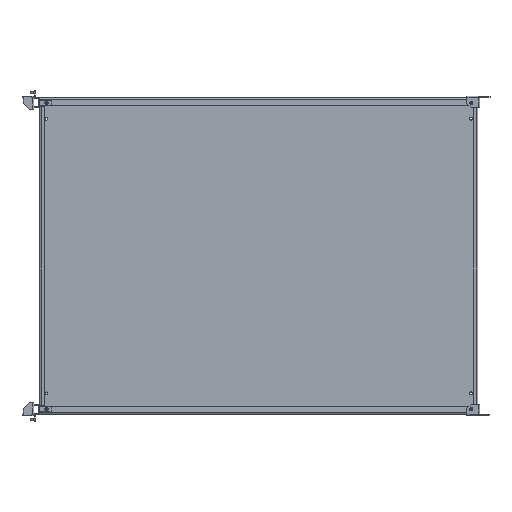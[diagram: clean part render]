
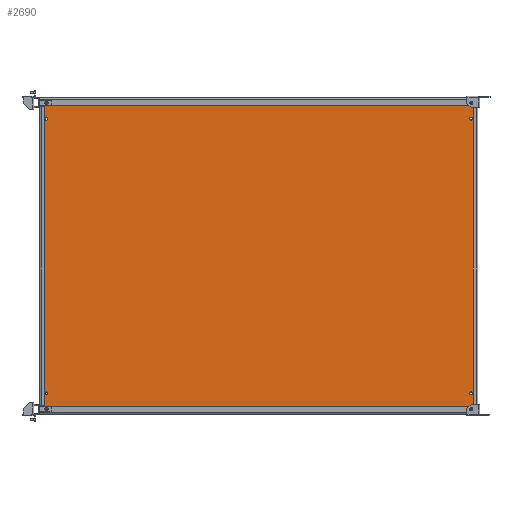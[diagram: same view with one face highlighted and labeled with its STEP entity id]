
A CAD part, top view. The second image highlights one B-rep face of the part: STEP entity #2690.
In plain terms, the highlighted planar face has unit normal (0, 0, 1).
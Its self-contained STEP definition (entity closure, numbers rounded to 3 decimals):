
#1902=FACE_BOUND('',#3694,.T.);
#1903=FACE_BOUND('',#3695,.T.);
#1904=FACE_BOUND('',#3696,.T.);
#1905=FACE_BOUND('',#3697,.T.);
#1906=FACE_BOUND('',#3698,.T.);
#1907=FACE_BOUND('',#3699,.T.);
#1908=FACE_BOUND('',#3700,.T.);
#1909=FACE_BOUND('',#3701,.T.);
#1910=FACE_BOUND('',#3702,.T.);
#2038=B_SPLINE_CURVE_WITH_KNOTS('',1,(#13568,#13569),.UNSPECIFIED.,.F.,
 .F.,(2,2),(0.,1.),.UNSPECIFIED.);
#2339=PLANE('',#10565);
#2690=ADVANCED_FACE('F2',(#1902,#1903,#1904,#1905,#1906,#1907,#1908,#1909,
#1910),#2339,.F.);
#3694=EDGE_LOOP('',(#4663,#4664,#4665,#4666,#4667,#4668,#4669,#4670,#4671,
#4672,#4673,#4674));
#3695=EDGE_LOOP('',(#4675));
#3696=EDGE_LOOP('',(#4676));
#3697=EDGE_LOOP('',(#4677));
#3698=EDGE_LOOP('',(#4678));
#3699=EDGE_LOOP('',(#4679));
#3700=EDGE_LOOP('',(#4680));
#3701=EDGE_LOOP('',(#4681));
#3702=EDGE_LOOP('',(#4682));
#4184=CIRCLE('',#10462,5.);
#4186=CIRCLE('',#10465,5.);
#4188=CIRCLE('',#10468,5.);
#4190=CIRCLE('',#10471,5.);
#4192=CIRCLE('',#10474,9.5);
#4194=CIRCLE('',#10477,9.5);
#4196=CIRCLE('',#10480,9.5);
#4198=CIRCLE('',#10483,9.5);
#4663=ORIENTED_EDGE('',*,*,#7912,.F.);
#4664=ORIENTED_EDGE('',*,*,#7916,.F.);
#4665=ORIENTED_EDGE('',*,*,#7870,.F.);
#4666=ORIENTED_EDGE('',*,*,#7917,.F.);
#4667=ORIENTED_EDGE('',*,*,#7810,.F.);
#4668=ORIENTED_EDGE('',*,*,#7790,.F.);
#4669=ORIENTED_EDGE('',*,*,#7918,.F.);
#4670=ORIENTED_EDGE('',*,*,#7919,.F.);
#4671=ORIENTED_EDGE('',*,*,#7768,.F.);
#4672=ORIENTED_EDGE('',*,*,#7920,.F.);
#4673=ORIENTED_EDGE('',*,*,#7897,.F.);
#4674=ORIENTED_EDGE('',*,*,#7915,.F.);
#4675=ORIENTED_EDGE('',*,*,#7767,.F.);
#4676=ORIENTED_EDGE('',*,*,#7764,.F.);
#4677=ORIENTED_EDGE('',*,*,#7761,.F.);
#4678=ORIENTED_EDGE('',*,*,#7758,.F.);
#4679=ORIENTED_EDGE('',*,*,#7755,.F.);
#4680=ORIENTED_EDGE('',*,*,#7752,.F.);
#4681=ORIENTED_EDGE('',*,*,#7749,.F.);
#4682=ORIENTED_EDGE('',*,*,#7746,.F.);
#6906=VERTEX_POINT('',#13153);
#6908=VERTEX_POINT('',#13159);
#6910=VERTEX_POINT('',#13165);
#6912=VERTEX_POINT('',#13171);
#6914=VERTEX_POINT('',#13177);
#6916=VERTEX_POINT('',#13183);
#6918=VERTEX_POINT('',#13189);
#6920=VERTEX_POINT('',#13195);
#6922=VERTEX_POINT('',#13201);
#6923=VERTEX_POINT('',#13202);
#6940=VERTEX_POINT('',#13263);
#6941=VERTEX_POINT('',#13264);
#6953=VERTEX_POINT('',#13309);
#6994=VERTEX_POINT('',#13430);
#6995=VERTEX_POINT('',#13431);
#7014=VERTEX_POINT('',#13508);
#7015=VERTEX_POINT('',#13510);
#7022=VERTEX_POINT('',#13546);
#7024=VERTEX_POINT('',#13549);
#7025=VERTEX_POINT('',#13581);
#7746=EDGE_CURVE('E1',#6906,#6906,#4184,.T.);
#7749=EDGE_CURVE('E2',#6908,#6908,#4186,.T.);
#7752=EDGE_CURVE('E3',#6910,#6910,#4188,.T.);
#7755=EDGE_CURVE('E4',#6912,#6912,#4190,.T.);
#7758=EDGE_CURVE('E5',#6914,#6914,#4192,.T.);
#7761=EDGE_CURVE('E6',#6916,#6916,#4194,.T.);
#7764=EDGE_CURVE('E7',#6918,#6918,#4196,.T.);
#7767=EDGE_CURVE('E8',#6920,#6920,#4198,.T.);
#7768=EDGE_CURVE('E18',#6922,#6923,#9014,.T.);
#7790=EDGE_CURVE('E15',#6940,#6941,#9029,.T.);
#7810=EDGE_CURVE('E14',#6941,#6953,#9041,.T.);
#7870=EDGE_CURVE('E12',#6994,#6995,#9081,.T.);
#7897=EDGE_CURVE('E20',#7014,#7015,#9094,.T.);
#7912=EDGE_CURVE('E10',#7022,#7024,#9103,.T.);
#7915=EDGE_CURVE('E9',#7024,#7014,#2038,.T.);
#7916=EDGE_CURVE('E11',#6995,#7022,#9104,.T.);
#7917=EDGE_CURVE('E13',#6953,#6994,#9105,.T.);
#7918=EDGE_CURVE('E16',#7025,#6940,#9106,.T.);
#7919=EDGE_CURVE('E17',#6923,#7025,#9107,.T.);
#7920=EDGE_CURVE('E19',#7015,#6922,#9108,.T.);
#9014=LINE('',#13200,#9737);
#9029=LINE('',#13262,#9752);
#9041=LINE('',#13308,#9764);
#9081=LINE('',#13429,#9804);
#9094=LINE('',#13509,#9817);
#9103=LINE('',#13548,#9826);
#9104=LINE('',#13578,#9827);
#9105=LINE('',#13579,#9828);
#9106=LINE('',#13580,#9829);
#9107=LINE('',#13582,#9830);
#9108=LINE('',#13583,#9831);
#9737=VECTOR('',#11193,1.);
#9752=VECTOR('',#11226,1.);
#9764=VECTOR('',#11260,1.);
#9804=VECTOR('',#11380,1.);
#9817=VECTOR('',#11411,1.);
#9826=VECTOR('',#11438,1.);
#9827=VECTOR('',#11443,1.);
#9828=VECTOR('',#11444,1.);
#9829=VECTOR('',#11445,1.);
#9830=VECTOR('',#11446,1.);
#9831=VECTOR('',#11447,1.);
#10462=AXIS2_PLACEMENT_3D('',#13156,#11140,#11141);
#10465=AXIS2_PLACEMENT_3D('',#13162,#11147,#11148);
#10468=AXIS2_PLACEMENT_3D('',#13168,#11154,#11155);
#10471=AXIS2_PLACEMENT_3D('',#13174,#11161,#11162);
#10474=AXIS2_PLACEMENT_3D('',#13180,#11168,#11169);
#10477=AXIS2_PLACEMENT_3D('',#13186,#11175,#11176);
#10480=AXIS2_PLACEMENT_3D('',#13192,#11182,#11183);
#10483=AXIS2_PLACEMENT_3D('',#13198,#11189,#11190);
#10565=AXIS2_PLACEMENT_3D('',#13584,#11448,#11449);
#11140=DIRECTION('',(0.,0.,1.));
#11141=DIRECTION('',(1.,0.,0.));
#11147=DIRECTION('',(0.,0.,1.));
#11148=DIRECTION('',(1.,0.,0.));
#11154=DIRECTION('',(0.,0.,1.));
#11155=DIRECTION('',(1.,0.,0.));
#11161=DIRECTION('',(0.,0.,1.));
#11162=DIRECTION('',(1.,0.,0.));
#11168=DIRECTION('',(0.,0.,1.));
#11169=DIRECTION('',(1.,0.,0.));
#11175=DIRECTION('',(0.,0.,1.));
#11176=DIRECTION('',(1.,0.,0.));
#11182=DIRECTION('',(0.,0.,1.));
#11183=DIRECTION('',(1.,0.,0.));
#11189=DIRECTION('',(0.,0.,1.));
#11190=DIRECTION('',(1.,0.,0.));
#11193=DIRECTION('',(1.,0.,0.));
#11226=DIRECTION('',(0.,-1.,0.));
#11260=DIRECTION('',(1.,0.,0.));
#11380=DIRECTION('',(-1.,0.,0.));
#11411=DIRECTION('',(-1.,0.,0.));
#11438=DIRECTION('',(1.,0.,0.));
#11443=DIRECTION('',(0.,1.,0.));
#11444=DIRECTION('',(0.,-1.,0.));
#11445=DIRECTION('',(-1.,0.,0.));
#11446=DIRECTION('',(0.,-1.,0.));
#11447=DIRECTION('',(0.,1.,0.));
#11448=DIRECTION('',(0.,0.,-1.));
#11449=DIRECTION('',(0.,1.,0.));
#13153=CARTESIAN_POINT('',(2048.979,-921.755,84.138));
#13156=CARTESIAN_POINT('',(2048.979,-916.755,84.138));
#13159=CARTESIAN_POINT('',(2048.979,32.245,84.138));
#13162=CARTESIAN_POINT('',(2048.979,37.245,84.138));
#13165=CARTESIAN_POINT('',(573.979,32.245,84.138));
#13168=CARTESIAN_POINT('',(573.979,37.245,84.138));
#13171=CARTESIAN_POINT('',(573.979,-921.755,84.138));
#13174=CARTESIAN_POINT('',(573.979,-916.755,84.138));
#13177=CARTESIAN_POINT('',(2048.979,-980.755,84.138));
#13180=CARTESIAN_POINT('',(2048.979,-971.255,84.138));
#13183=CARTESIAN_POINT('',(2048.979,82.245,84.138));
#13186=CARTESIAN_POINT('',(2048.979,91.745,84.138));
#13189=CARTESIAN_POINT('',(573.979,82.245,84.138));
#13192=CARTESIAN_POINT('',(573.979,91.745,84.138));
#13195=CARTESIAN_POINT('',(573.979,-980.755,84.138));
#13198=CARTESIAN_POINT('',(573.979,-971.255,84.138));
#13200=CARTESIAN_POINT('',(553.449,103.945,84.138));
#13201=CARTESIAN_POINT('',(553.479,103.945,84.138));
#13202=CARTESIAN_POINT('',(2069.479,103.945,84.138));
#13262=CARTESIAN_POINT('',(2066.179,-983.485,84.138));
#13263=CARTESIAN_POINT('',(2066.179,101.745,84.138));
#13264=CARTESIAN_POINT('',(2066.179,-981.255,84.138));
#13308=CARTESIAN_POINT('',(2067.829,-981.255,84.138));
#13309=CARTESIAN_POINT('',(2069.479,-981.255,84.138));
#13429=CARTESIAN_POINT('',(1386.479,-983.455,84.138));
#13430=CARTESIAN_POINT('',(2069.479,-983.455,84.138));
#13431=CARTESIAN_POINT('',(553.479,-983.455,84.138));
#13508=CARTESIAN_POINT('',(556.779,101.745,84.138));
#13509=CARTESIAN_POINT('',(555.129,101.745,84.138));
#13510=CARTESIAN_POINT('',(553.479,101.745,84.138));
#13546=CARTESIAN_POINT('',(553.479,-981.256,84.138));
#13548=CARTESIAN_POINT('',(550.164,-981.256,84.138));
#13549=CARTESIAN_POINT('',(556.779,-981.256,84.138));
#13568=CARTESIAN_POINT('',(556.779,-1285.891,84.138));
#13569=CARTESIAN_POINT('',(556.779,206.38,84.138));
#13578=CARTESIAN_POINT('',(553.479,-982.355,84.138));
#13579=CARTESIAN_POINT('',(2069.479,-982.355,84.138));
#13580=CARTESIAN_POINT('',(2067.829,101.745,84.138));
#13581=CARTESIAN_POINT('',(2069.479,101.745,84.138));
#13582=CARTESIAN_POINT('',(2069.479,102.845,84.138));
#13583=CARTESIAN_POINT('',(553.479,102.845,84.138));
#13584=CARTESIAN_POINT('',(553.449,-983.485,84.138));
